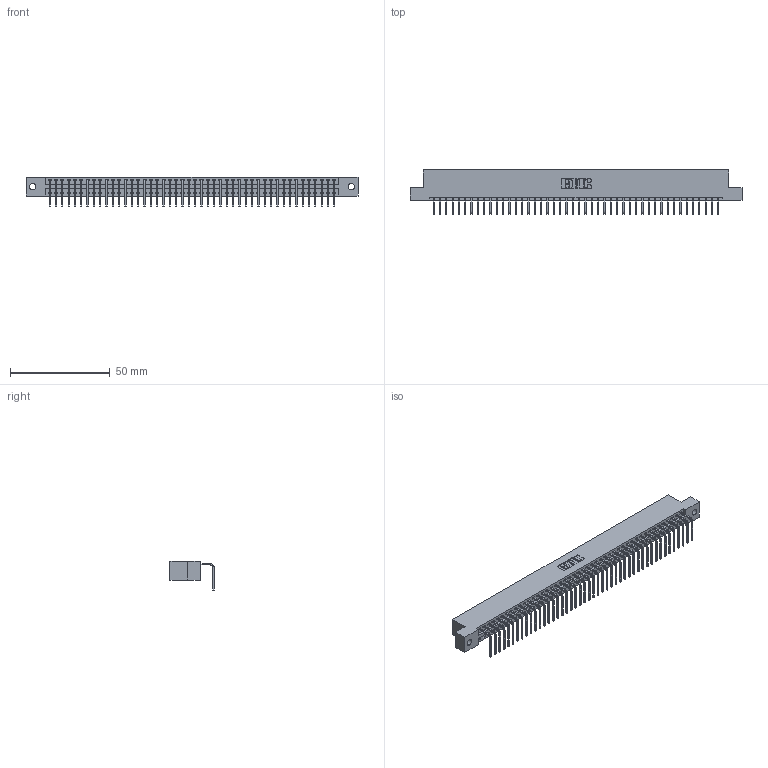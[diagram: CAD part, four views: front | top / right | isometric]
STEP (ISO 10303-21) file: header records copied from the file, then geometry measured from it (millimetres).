
FILE_DESCRIPTION (( 'STEP AP203' ), '1' );
FILE_NAME ('396-046-558-102.STEP', '2018-09-07T09:18:14', ( '' ), ( '' ), 'SwSTEP 2.0', 'SolidWorks 2016', '' );
FILE_SCHEMA (( 'CONFIG_CONTROL_DESIGN' ));
Length unit declared in the file: inch
Products named in the file (3): 345-292-001_558 Tail - 2; 396-046-558-102; 346 Part_Flush Mounting Lugs - 0.128 Dia
Assembly tree (47 placements, depth 2):
  396-046-558-102
    346 Part_Flush Mounting Lugs - 0.128 Dia
    345-292-001_558 Tail - 2  x46
Bounding box: 166.62 x 22.16 x 14.73 mm (x, y, z)
Volume: 16093.7 mm3; surface area: 20801.3 mm2
Topology: 47 solids, 47 shells, 2882 faces, 8701 edges, 5738 vertices
Faces by surface type: plane 2008, cylinder 874
Entity records: 28097 total; most frequent: CARTESIAN_POINT 4822, ORIENTED_EDGE 4802, DIRECTION 4249, EDGE_CURVE 2401, LINE 2085, VECTOR 2085, VERTEX_POINT 1598, AXIS2_PLACEMENT_3D 1082
